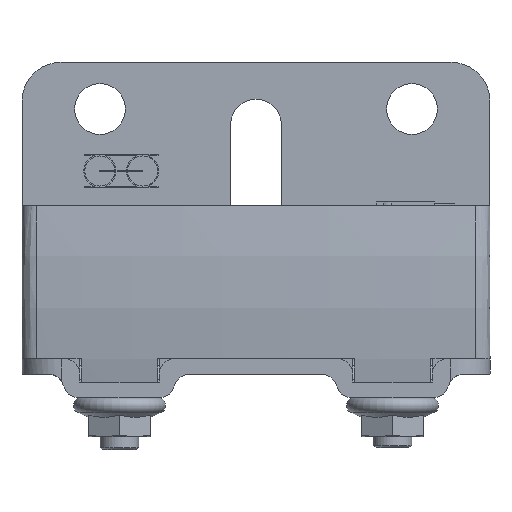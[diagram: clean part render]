
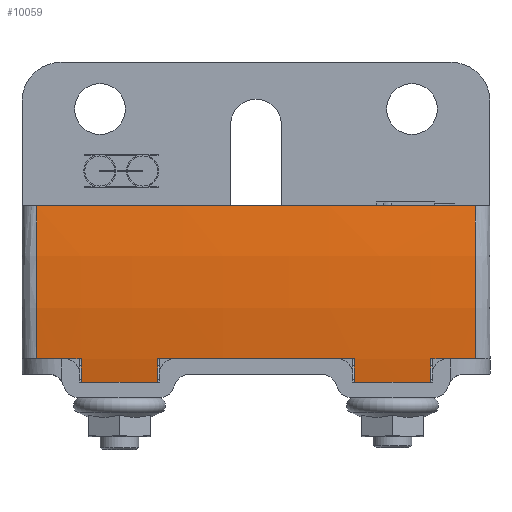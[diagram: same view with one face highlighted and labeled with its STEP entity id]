
A CAD part, front view. The second image highlights one B-rep face of the part: STEP entity #10059.
In plain terms, the highlighted toroidal (fillet/blend) face has major radius 385.02 mm and minor radius 65.48 mm.
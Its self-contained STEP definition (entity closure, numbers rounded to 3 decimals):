
#101=TOROIDAL_SURFACE('',#10761,385.02,65.48);
#368=B_SPLINE_CURVE_WITH_KNOTS('',3,(#17749,#17750,#17751,#17752),
 .UNSPECIFIED.,.F.,.F.,(4,4),(-2.415,-0.511),
 .UNSPECIFIED.);
#369=B_SPLINE_CURVE_WITH_KNOTS('',3,(#17754,#17755,#17756,#17757),
 .UNSPECIFIED.,.F.,.F.,(4,4),(-2.102,-0.198),
 .UNSPECIFIED.);
#370=B_SPLINE_CURVE_WITH_KNOTS('',3,(#17759,#17760,#17761,#17762),
 .UNSPECIFIED.,.F.,.F.,(4,4),(37.739,38.037),
 .UNSPECIFIED.);
#371=B_SPLINE_CURVE_WITH_KNOTS('',3,(#17765,#17766,#17767,#17768),
 .UNSPECIFIED.,.F.,.F.,(4,4),(0.786,1.084),
 .UNSPECIFIED.);
#372=B_SPLINE_CURVE_WITH_KNOTS('',3,(#17770,#17771,#17772,#17773),
 .UNSPECIFIED.,.F.,.F.,(4,4),(-1.084,-0.786),
 .UNSPECIFIED.);
#373=B_SPLINE_CURVE_WITH_KNOTS('',3,(#17776,#17777,#17778,#17779),
 .UNSPECIFIED.,.F.,.F.,(4,4),(0.786,1.084),
 .UNSPECIFIED.);
#669=CIRCLE('',#10680,449.985);
#672=CIRCLE('',#10685,449.985);
#676=CIRCLE('',#10721,449.985);
#683=CIRCLE('',#10737,449.5);
#690=CIRCLE('',#10762,449.5);
#691=CIRCLE('',#10763,449.5);
#1289=FACE_OUTER_BOUND('',#1876,.T.);
#1876=EDGE_LOOP('',(#8845,#8846,#8847,#8848,#8849,#8850,#8851,#8852,#8853,
#8854,#8855,#8856));
#4649=VERTEX_POINT('',#16959);
#4650=VERTEX_POINT('',#17009);
#4653=VERTEX_POINT('',#17017);
#4657=VERTEX_POINT('',#17124);
#4707=VERTEX_POINT('',#17345);
#4708=VERTEX_POINT('',#17347);
#4729=VERTEX_POINT('',#17448);
#4730=VERTEX_POINT('',#17498);
#4749=VERTEX_POINT('',#17758);
#4750=VERTEX_POINT('',#17763);
#4751=VERTEX_POINT('',#17769);
#4752=VERTEX_POINT('',#17774);
#6002=EDGE_CURVE('',#4649,#4650,#669,.T.);
#6010=EDGE_CURVE('',#4657,#4653,#672,.T.);
#6073=EDGE_CURVE('',#4707,#4708,#676,.T.);
#6109=EDGE_CURVE('',#4729,#4730,#683,.T.);
#6151=EDGE_CURVE('',#4730,#4649,#368,.T.);
#6152=EDGE_CURVE('',#4653,#4729,#369,.T.);
#6153=EDGE_CURVE('',#4749,#4657,#370,.T.);
#6154=EDGE_CURVE('',#4750,#4749,#690,.T.);
#6155=EDGE_CURVE('',#4708,#4750,#371,.T.);
#6156=EDGE_CURVE('',#4751,#4707,#372,.T.);
#6157=EDGE_CURVE('',#4752,#4751,#691,.T.);
#6158=EDGE_CURVE('',#4650,#4752,#373,.T.);
#8845=ORIENTED_EDGE('',*,*,#6151,.F.);
#8846=ORIENTED_EDGE('',*,*,#6109,.F.);
#8847=ORIENTED_EDGE('',*,*,#6152,.F.);
#8848=ORIENTED_EDGE('',*,*,#6010,.F.);
#8849=ORIENTED_EDGE('',*,*,#6153,.F.);
#8850=ORIENTED_EDGE('',*,*,#6154,.F.);
#8851=ORIENTED_EDGE('',*,*,#6155,.F.);
#8852=ORIENTED_EDGE('',*,*,#6073,.F.);
#8853=ORIENTED_EDGE('',*,*,#6156,.F.);
#8854=ORIENTED_EDGE('',*,*,#6157,.F.);
#8855=ORIENTED_EDGE('',*,*,#6158,.F.);
#8856=ORIENTED_EDGE('',*,*,#6002,.F.);
#10059=ADVANCED_FACE('',(#1289),#101,.T.);
#10680=AXIS2_PLACEMENT_3D('',#17010,#12600,#12601);
#10685=AXIS2_PLACEMENT_3D('',#17126,#12613,#12614);
#10721=AXIS2_PLACEMENT_3D('',#17348,#12722,#12723);
#10737=AXIS2_PLACEMENT_3D('',#17499,#12776,#12777);
#10761=AXIS2_PLACEMENT_3D('',#17753,#12846,#12847);
#10762=AXIS2_PLACEMENT_3D('',#17764,#12848,#12849);
#10763=AXIS2_PLACEMENT_3D('',#17775,#12850,#12851);
#12600=DIRECTION('center_axis',(0.,0.,
-1.));
#12601=DIRECTION('ref_axis',(-1.,0.,0.));
#12613=DIRECTION('center_axis',(0.,0.,
-1.));
#12614=DIRECTION('ref_axis',(-1.,0.,0.));
#12722=DIRECTION('center_axis',(0.,0.,
-1.));
#12723=DIRECTION('ref_axis',(-1.,0.,0.));
#12776=DIRECTION('center_axis',(0.,0.,1.));
#12777=DIRECTION('ref_axis',(-1.,0.,0.));
#12846=DIRECTION('center_axis',(0.,0.,-1.));
#12847=DIRECTION('ref_axis',(-1.,0.,0.));
#12848=DIRECTION('center_axis',(0.,0.,-1.));
#12849=DIRECTION('ref_axis',(-1.,0.,0.));
#12850=DIRECTION('center_axis',(0.,0.,-1.));
#12851=DIRECTION('ref_axis',(-1.,0.,0.));
#16959=CARTESIAN_POINT('',(28.124,-11.105,3.2));
#17009=CARTESIAN_POINT('',(22.4,-11.427,3.2));
#17010=CARTESIAN_POINT('Origin',(0.,438.,3.2));
#17017=CARTESIAN_POINT('',(-28.124,-11.105,3.2));
#17124=CARTESIAN_POINT('',(-22.4,-11.427,3.2));
#17126=CARTESIAN_POINT('Origin',(0.,438.,3.2));
#17345=CARTESIAN_POINT('',(12.6,-11.808,3.2));
#17347=CARTESIAN_POINT('',(-12.6,-11.808,3.2));
#17348=CARTESIAN_POINT('Origin',(0.,438.,3.2));
#17448=CARTESIAN_POINT('',(-28.123,-10.619,22.8));
#17498=CARTESIAN_POINT('',(28.123,-10.619,22.8));
#17499=CARTESIAN_POINT('Origin',(0.,438.,22.8));
#17749=CARTESIAN_POINT('Ctrl Pts',(28.123,-10.619,22.8));
#17750=CARTESIAN_POINT('Ctrl Pts',(28.125,-11.762,16.345));
#17751=CARTESIAN_POINT('Ctrl Pts',(28.125,-11.928,9.71));
#17752=CARTESIAN_POINT('Ctrl Pts',(28.124,-11.105,3.2));
#17753=CARTESIAN_POINT('Origin',(0.,438.,11.4));
#17754=CARTESIAN_POINT('Ctrl Pts',(-28.124,-11.105,
3.2));
#17755=CARTESIAN_POINT('Ctrl Pts',(-28.125,-11.928,
9.71));
#17756=CARTESIAN_POINT('Ctrl Pts',(-28.125,-11.762,
16.345));
#17757=CARTESIAN_POINT('Ctrl Pts',(-28.123,-10.619,
22.8));
#17758=CARTESIAN_POINT('',(-22.4,-10.942,0.));
#17759=CARTESIAN_POINT('Ctrl Pts',(-22.4,-10.942,0.));
#17760=CARTESIAN_POINT('Ctrl Pts',(-22.4,-11.13,1.066));
#17761=CARTESIAN_POINT('Ctrl Pts',(-22.4,-11.292,2.135));
#17762=CARTESIAN_POINT('Ctrl Pts',(-22.4,-11.427,3.2));
#17763=CARTESIAN_POINT('',(-12.6,-11.323,0.));
#17764=CARTESIAN_POINT('Origin',(0.,438.,0.));
#17765=CARTESIAN_POINT('Ctrl Pts',(-12.6,-11.808,3.2));
#17766=CARTESIAN_POINT('Ctrl Pts',(-12.6,-11.674,2.135));
#17767=CARTESIAN_POINT('Ctrl Pts',(-12.6,-11.512,1.066));
#17768=CARTESIAN_POINT('Ctrl Pts',(-12.6,-11.323,0.));
#17769=CARTESIAN_POINT('',(12.6,-11.323,0.));
#17770=CARTESIAN_POINT('Ctrl Pts',(12.6,-11.323,0.));
#17771=CARTESIAN_POINT('Ctrl Pts',(12.6,-11.512,1.066));
#17772=CARTESIAN_POINT('Ctrl Pts',(12.6,-11.674,2.135));
#17773=CARTESIAN_POINT('Ctrl Pts',(12.6,-11.808,3.2));
#17774=CARTESIAN_POINT('',(22.4,-10.942,0.));
#17775=CARTESIAN_POINT('Origin',(0.,438.,0.));
#17776=CARTESIAN_POINT('Ctrl Pts',(22.4,-11.427,3.2));
#17777=CARTESIAN_POINT('Ctrl Pts',(22.4,-11.292,2.135));
#17778=CARTESIAN_POINT('Ctrl Pts',(22.4,-11.13,1.066));
#17779=CARTESIAN_POINT('Ctrl Pts',(22.4,-10.942,0.));
